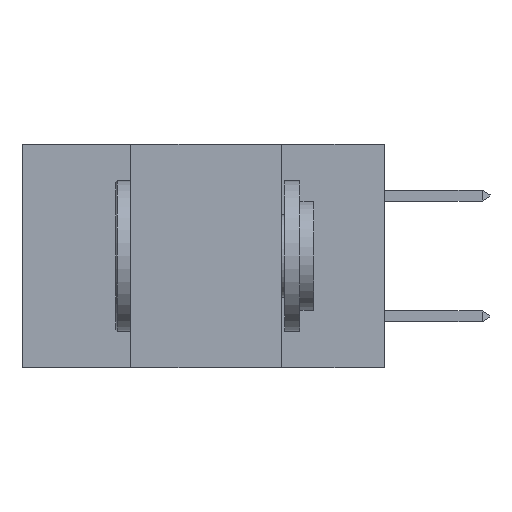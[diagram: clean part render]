
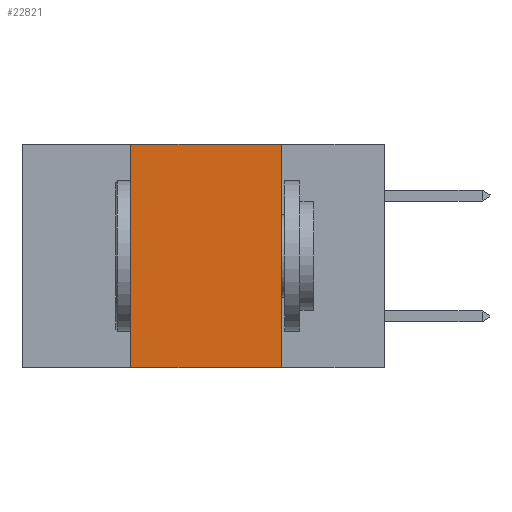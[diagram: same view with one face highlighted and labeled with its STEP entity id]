
A CAD part, left-side view. The second image highlights one B-rep face of the part: STEP entity #22821.
In plain terms, the highlighted planar face has unit normal (-1, 0, 0).
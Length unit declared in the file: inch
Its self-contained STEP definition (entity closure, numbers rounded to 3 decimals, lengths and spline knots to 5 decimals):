
#523 = CARTESIAN_POINT ( 'NONE',  ( 0., 0.6, 0. ) ) ;
#1962 = LINE ( 'NONE', #523, #36199 ) ;
#1991 = FACE_OUTER_BOUND ( 'NONE', #6745, .T. ) ;
#2075 = ORIENTED_EDGE ( 'NONE', *, *, #23025, .T. ) ;
#3795 = DIRECTION ( 'NONE',  ( 0., -1., 0. ) ) ;
#4691 = VERTEX_POINT ( 'NONE', #28250 ) ;
#5407 = CARTESIAN_POINT ( 'NONE',  ( 0., 0.17, 0. ) ) ;
#5667 = EDGE_CURVE ( 'NONE', #20050, #23659, #1962, .T. ) ;
#6745 = EDGE_LOOP ( 'NONE', ( #12608, #15918, #15458, #2075 ) ) ;
#7259 = PLANE ( 'NONE',  #8107 ) ;
#8107 = AXIS2_PLACEMENT_3D ( 'NONE', #15753, #27546, #24992 ) ;
#8535 = DIRECTION ( 'NONE',  ( 0., 0., 1. ) ) ;
#11031 = CARTESIAN_POINT ( 'NONE',  ( 0., 0.6, -0.37 ) ) ;
#12424 = VECTOR ( 'NONE', #36869, 39.37008 ) ;
#12608 = ORIENTED_EDGE ( 'NONE', *, *, #16789, .F. ) ;
#13020 = LINE ( 'NONE', #33140, #13923 ) ;
#13923 = VECTOR ( 'NONE', #18688, 39.37008 ) ;
#15458 = ORIENTED_EDGE ( 'NONE', *, *, #16395, .F. ) ;
#15753 = CARTESIAN_POINT ( 'NONE',  ( 0., 0.6, 0. ) ) ;
#15918 = ORIENTED_EDGE ( 'NONE', *, *, #5667, .F. ) ;
#15973 = CARTESIAN_POINT ( 'NONE',  ( 0., 0.17, -0.37 ) ) ;
#16395 = EDGE_CURVE ( 'NONE', #4691, #20050, #25437, .T. ) ;
#16789 = EDGE_CURVE ( 'NONE', #23659, #28131, #13020, .T. ) ;
#18688 = DIRECTION ( 'NONE',  ( 0., 0., -1. ) ) ;
#19857 = CARTESIAN_POINT ( 'NONE',  ( 0., 0.42, 0. ) ) ;
#20050 = VERTEX_POINT ( 'NONE', #35085 ) ;
#22821 = ADVANCED_FACE ( 'NONE', ( #1991 ), #7259, .F. ) ;
#23025 = EDGE_CURVE ( 'NONE', #4691, #28131, #27071, .T. ) ;
#23622 = VECTOR ( 'NONE', #8535, 39.37008 ) ;
#23659 = VERTEX_POINT ( 'NONE', #5407 ) ;
#24992 = DIRECTION ( 'NONE',  ( 0., 0., -1. ) ) ;
#25437 = LINE ( 'NONE', #19857, #23622 ) ;
#27071 = LINE ( 'NONE', #11031, #12424 ) ;
#27546 = DIRECTION ( 'NONE',  ( 1., 0., 0. ) ) ;
#28131 = VERTEX_POINT ( 'NONE', #15973 ) ;
#28250 = CARTESIAN_POINT ( 'NONE',  ( 0., 0.42, -0.37 ) ) ;
#33140 = CARTESIAN_POINT ( 'NONE',  ( 0., 0.17, 0. ) ) ;
#35085 = CARTESIAN_POINT ( 'NONE',  ( 0., 0.42, 0. ) ) ;
#36199 = VECTOR ( 'NONE', #3795, 39.37008 ) ;
#36869 = DIRECTION ( 'NONE',  ( 0., -1., 0. ) ) ;
